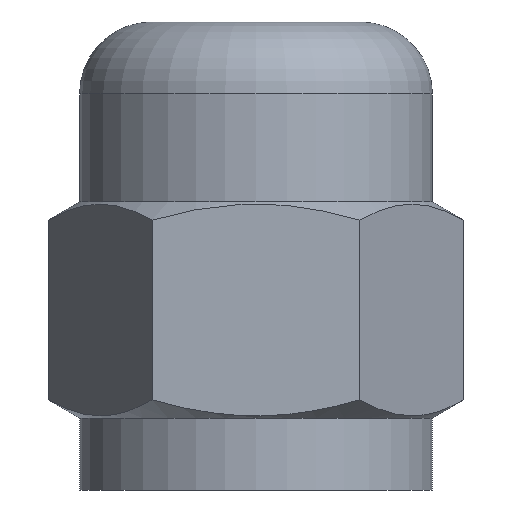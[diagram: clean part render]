
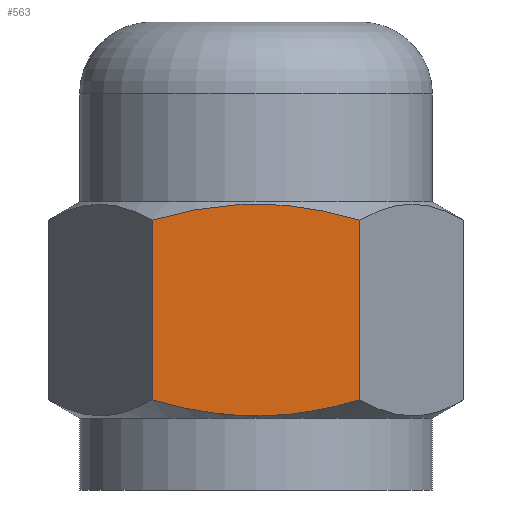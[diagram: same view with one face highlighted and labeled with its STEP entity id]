
A CAD part, front view. The second image highlights one B-rep face of the part: STEP entity #563.
In plain terms, the highlighted planar face has unit normal (0, -1, 0).
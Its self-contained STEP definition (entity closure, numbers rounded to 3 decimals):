
#3 = CARTESIAN_POINT ( 'NONE',  ( -2.887, -5., 8. ) ) ;
#15 = CARTESIAN_POINT ( 'NONE',  ( 2.887, -5., 7.496 ) ) ;
#20 = CARTESIAN_POINT ( 'NONE',  ( -0.972, -5., 7.9 ) ) ;
#36 = DIRECTION ( 'NONE',  ( 0., 0., -1. ) ) ;
#44 = EDGE_LOOP ( 'NONE', ( #501, #683, #78, #841 ) ) ;
#78 = ORIENTED_EDGE ( 'NONE', *, *, #290, .T. ) ;
#84 = CARTESIAN_POINT ( 'NONE',  ( 2.42, -5., 7.63 ) ) ;
#87 = CARTESIAN_POINT ( 'NONE',  ( -2.417, -5., 7.631 ) ) ;
#110 = VECTOR ( 'NONE', #36, 1000. ) ;
#130 = FACE_OUTER_BOUND ( 'NONE', #44, .T. ) ;
#135 = CARTESIAN_POINT ( 'NONE',  ( -2.887, -5., 8. ) ) ;
#147 = B_SPLINE_CURVE_WITH_KNOTS ( 'NONE', 3,
 ( #15, #84, #787, #356, #856, #426, #20, #499, #87, #573 ),
 .UNSPECIFIED., .F., .F.,
 ( 4, 2, 2, 2, 4 ),
 ( 0.013, 0.014, 0.016, 0.017, 0.019 ),
 .UNSPECIFIED. ) ;
#169 = VERTEX_POINT ( 'NONE', #715 ) ;
#267 = AXIS2_PLACEMENT_3D ( 'NONE', #135, #271, #769 ) ;
#270 = CARTESIAN_POINT ( 'NONE',  ( -0.972, -5., 2.1 ) ) ;
#271 = DIRECTION ( 'NONE',  ( 0., 1., 0. ) ) ;
#290 = EDGE_CURVE ( 'NONE', #891, #848, #565, .T. ) ;
#330 = CARTESIAN_POINT ( 'NONE',  ( -2.887, -5., 7.496 ) ) ;
#337 = CARTESIAN_POINT ( 'NONE',  ( 0.489, -5., 2.058 ) ) ;
#356 = CARTESIAN_POINT ( 'NONE',  ( 0.984, -5., 7.899 ) ) ;
#369 = CARTESIAN_POINT ( 'NONE',  ( 2.887, -5., 7.496 ) ) ;
#376 = VECTOR ( 'NONE', #481, 1000. ) ;
#400 = CARTESIAN_POINT ( 'NONE',  ( -2.417, -5., 2.369 ) ) ;
#404 = CARTESIAN_POINT ( 'NONE',  ( 1.947, -5., 2.257 ) ) ;
#426 = CARTESIAN_POINT ( 'NONE',  ( -0.487, -5., 7.942 ) ) ;
#470 = CARTESIAN_POINT ( 'NONE',  ( 2.887, -5., 2.504 ) ) ;
#481 = DIRECTION ( 'NONE',  ( 0., 0., -1. ) ) ;
#488 = EDGE_CURVE ( 'NONE', #823, #169, #834, .T. ) ;
#499 = CARTESIAN_POINT ( 'NONE',  ( -1.936, -5., 7.745 ) ) ;
#501 = ORIENTED_EDGE ( 'NONE', *, *, #488, .F. ) ;
#515 = CARTESIAN_POINT ( 'NONE',  ( 2.887, -5., 8. ) ) ;
#563 = ADVANCED_FACE ( 'NONE', ( #130 ), #695, .F. ) ;
#565 = LINE ( 'NONE', #3, #376 ) ;
#573 = CARTESIAN_POINT ( 'NONE',  ( -2.887, -5., 7.496 ) ) ;
#615 = CARTESIAN_POINT ( 'NONE',  ( -2.887, -5., 2.504 ) ) ;
#683 = ORIENTED_EDGE ( 'NONE', *, *, #749, .T. ) ;
#688 = CARTESIAN_POINT ( 'NONE',  ( -1.936, -5., 2.255 ) ) ;
#695 = PLANE ( 'NONE',  #267 ) ;
#715 = CARTESIAN_POINT ( 'NONE',  ( 2.887, -5., 2.504 ) ) ;
#749 = EDGE_CURVE ( 'NONE', #823, #891, #147, .T. ) ;
#764 = CARTESIAN_POINT ( 'NONE',  ( -0.487, -5., 2.058 ) ) ;
#769 = DIRECTION ( 'NONE',  ( 0., 0., 1. ) ) ;
#787 = CARTESIAN_POINT ( 'NONE',  ( 1.947, -5., 7.743 ) ) ;
#810 = CARTESIAN_POINT ( 'NONE',  ( -2.887, -5., 2.504 ) ) ;
#823 = VERTEX_POINT ( 'NONE', #369 ) ;
#832 = CARTESIAN_POINT ( 'NONE',  ( 0.984, -5., 2.101 ) ) ;
#834 = LINE ( 'NONE', #515, #110 ) ;
#841 = ORIENTED_EDGE ( 'NONE', *, *, #892, .T. ) ;
#848 = VERTEX_POINT ( 'NONE', #810 ) ;
#856 = CARTESIAN_POINT ( 'NONE',  ( 0.489, -5., 7.942 ) ) ;
#888 = B_SPLINE_CURVE_WITH_KNOTS ( 'NONE', 3,
 ( #615, #400, #688, #270, #764, #337, #832, #404, #905, #470 ),
 .UNSPECIFIED., .F., .F.,
 ( 4, 2, 2, 2, 4 ),
 ( 0.005, 0.007, 0.008, 0.01, 0.011 ),
 .UNSPECIFIED. ) ;
#891 = VERTEX_POINT ( 'NONE', #330 ) ;
#892 = EDGE_CURVE ( 'NONE', #848, #169, #888, .T. ) ;
#905 = CARTESIAN_POINT ( 'NONE',  ( 2.42, -5., 2.37 ) ) ;
